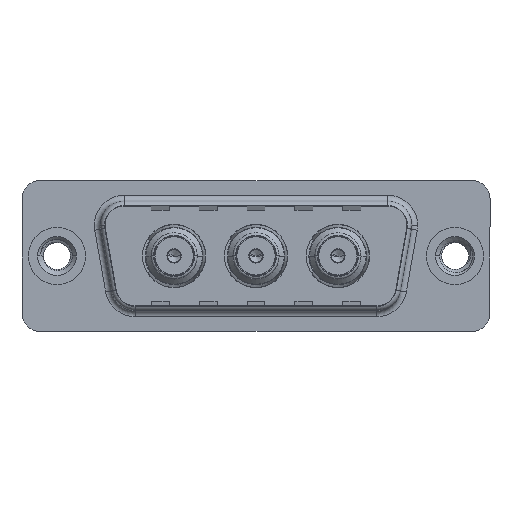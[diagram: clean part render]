
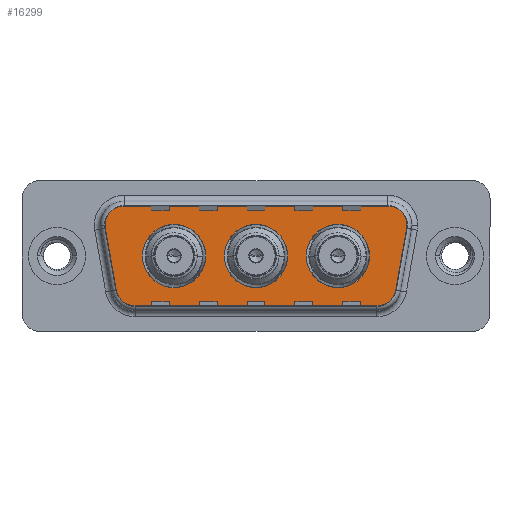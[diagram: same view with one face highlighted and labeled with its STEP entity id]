
A CAD part, top view. The second image highlights one B-rep face of the part: STEP entity #16299.
In plain terms, the highlighted planar face has unit normal (0, 0, 1).
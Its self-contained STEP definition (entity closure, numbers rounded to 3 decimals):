
#147 = DIRECTION ( 'NONE',  ( 0., 0., 1. ) ) ;
#365 = CARTESIAN_POINT ( 'NONE',  ( 6.434, -4.9, 0. ) ) ;
#444 = CIRCLE ( 'NONE', #14839, 2.65 ) ;
#484 = EDGE_CURVE ( 'NONE', #12073, #12976, #8660, .T. ) ;
#713 = CIRCLE ( 'NONE', #3328, 2. ) ;
#729 = ORIENTED_EDGE ( 'NONE', *, *, #18706, .F. ) ;
#824 = CARTESIAN_POINT ( 'NONE',  ( 29.889, 2.9, 0. ) ) ;
#940 = FACE_BOUND ( 'NONE', #5093, .T. ) ;
#1006 = CARTESIAN_POINT ( 'NONE',  ( 26.866, -2.9, 0. ) ) ;
#1117 = DIRECTION ( 'NONE',  ( 0., 0., 1. ) ) ;
#1284 = EDGE_CURVE ( 'NONE', #13577, #17025, #2834, .T. ) ;
#1615 = VERTEX_POINT ( 'NONE', #11172 ) ;
#2324 = AXIS2_PLACEMENT_3D ( 'NONE', #14227, #5700, #15678 ) ;
#2329 = EDGE_LOOP ( 'NONE', ( #2519, #10593 ) ) ;
#2459 = VERTEX_POINT ( 'NONE', #15372 ) ;
#2468 = CARTESIAN_POINT ( 'NONE',  ( 4.464, -3.247, 0. ) ) ;
#2519 = ORIENTED_EDGE ( 'NONE', *, *, #8323, .F. ) ;
#2821 = DIRECTION ( 'NONE',  ( 0., 0., 1. ) ) ;
#2834 = CIRCLE ( 'NONE', #5291, 2. ) ;
#2923 = ORIENTED_EDGE ( 'NONE', *, *, #8528, .F. ) ;
#2968 = CARTESIAN_POINT ( 'NONE',  ( 9.8, 0., 0. ) ) ;
#2999 = VECTOR ( 'NONE', #7484, 1000. ) ;
#3096 = EDGE_CURVE ( 'NONE', #12976, #2459, #11465, .T. ) ;
#3256 = DIRECTION ( 'NONE',  ( 0., 0., 1. ) ) ;
#3328 = AXIS2_PLACEMENT_3D ( 'NONE', #9954, #1117, #11388 ) ;
#3571 = EDGE_CURVE ( 'NONE', #2459, #11722, #6991, .T. ) ;
#3653 = VERTEX_POINT ( 'NONE', #11647 ) ;
#3768 = EDGE_CURVE ( 'NONE', #4685, #8060, #11445, .T. ) ;
#3988 = DIRECTION ( 'NONE',  ( 0., 0., 1. ) ) ;
#4161 = AXIS2_PLACEMENT_3D ( 'NONE', #7598, #13318, #4720 ) ;
#4380 = CARTESIAN_POINT ( 'NONE',  ( 6.434, -4.9, 0. ) ) ;
#4384 = DIRECTION ( 'NONE',  ( 0., 0., 1. ) ) ;
#4498 = FACE_OUTER_BOUND ( 'NONE', #15091, .T. ) ;
#4515 = CARTESIAN_POINT ( 'NONE',  ( 23.5, 0., 0. ) ) ;
#4685 = VERTEX_POINT ( 'NONE', #9752 ) ;
#4691 = DIRECTION ( 'NONE',  ( 0.174, 0.985, 0. ) ) ;
#4720 = DIRECTION ( 'NONE',  ( 1., 0., 0. ) ) ;
#4800 = VECTOR ( 'NONE', #15284, 1000. ) ;
#5093 = EDGE_LOOP ( 'NONE', ( #15890, #5773 ) ) ;
#5291 = AXIS2_PLACEMENT_3D ( 'NONE', #1006, #3256, #12852 ) ;
#5607 = DIRECTION ( 'NONE',  ( 0., 0., 1. ) ) ;
#5612 = AXIS2_PLACEMENT_3D ( 'NONE', #12997, #4384, #14422 ) ;
#5700 = DIRECTION ( 'NONE',  ( 0., 0., 1. ) ) ;
#5773 = ORIENTED_EDGE ( 'NONE', *, *, #12991, .F. ) ;
#6037 = DIRECTION ( 'NONE',  ( 1., 0., 0. ) ) ;
#6479 = ORIENTED_EDGE ( 'NONE', *, *, #484, .T. ) ;
#6789 = ORIENTED_EDGE ( 'NONE', *, *, #7380, .T. ) ;
#6991 = LINE ( 'NONE', #12762, #2999 ) ;
#7033 = CARTESIAN_POINT ( 'NONE',  ( 5.411, 4.9, 0. ) ) ;
#7119 = VERTEX_POINT ( 'NONE', #15322 ) ;
#7262 = EDGE_CURVE ( 'NONE', #8854, #12073, #713, .T. ) ;
#7380 = EDGE_CURVE ( 'NONE', #11722, #11151, #13941, .T. ) ;
#7422 = VECTOR ( 'NONE', #16419, 1000. ) ;
#7484 = DIRECTION ( 'NONE',  ( 0.174, -0.985, 0. ) ) ;
#7598 = CARTESIAN_POINT ( 'NONE',  ( 26.866, -2.9, 0. ) ) ;
#8060 = VERTEX_POINT ( 'NONE', #18651 ) ;
#8323 = EDGE_CURVE ( 'NONE', #9334, #7119, #444, .T. ) ;
#8393 = FACE_BOUND ( 'NONE', #2329, .T. ) ;
#8401 = DIRECTION ( 'NONE',  ( 1., 0., 0. ) ) ;
#8528 = EDGE_CURVE ( 'NONE', #3653, #10040, #9484, .T. ) ;
#8564 = CARTESIAN_POINT ( 'NONE',  ( 16.65, 0., 0. ) ) ;
#8660 = LINE ( 'NONE', #7033, #4800 ) ;
#8854 = VERTEX_POINT ( 'NONE', #824 ) ;
#9060 = CARTESIAN_POINT ( 'NONE',  ( 23.5, 0., 0. ) ) ;
#9076 = CARTESIAN_POINT ( 'NONE',  ( 29.859, 2.553, 0. ) ) ;
#9111 = CIRCLE ( 'NONE', #2324, 2. ) ;
#9265 = ORIENTED_EDGE ( 'NONE', *, *, #17564, .T. ) ;
#9334 = VERTEX_POINT ( 'NONE', #11898 ) ;
#9395 = CARTESIAN_POINT ( 'NONE',  ( 26.15, 0., 0. ) ) ;
#9484 = CIRCLE ( 'NONE', #16443, 2.65 ) ;
#9752 = CARTESIAN_POINT ( 'NONE',  ( 12.45, 0., 0. ) ) ;
#9901 = ORIENTED_EDGE ( 'NONE', *, *, #10688, .T. ) ;
#9954 = CARTESIAN_POINT ( 'NONE',  ( 27.889, 2.9, 0. ) ) ;
#9992 = DIRECTION ( 'NONE',  ( 1., 0., 0. ) ) ;
#10040 = VERTEX_POINT ( 'NONE', #9395 ) ;
#10160 = EDGE_LOOP ( 'NONE', ( #729, #2923 ) ) ;
#10498 = DIRECTION ( 'NONE',  ( 1., 0., 0. ) ) ;
#10593 = ORIENTED_EDGE ( 'NONE', *, *, #13081, .F. ) ;
#10688 = EDGE_CURVE ( 'NONE', #11151, #13577, #11218, .T. ) ;
#11151 = VERTEX_POINT ( 'NONE', #4380 ) ;
#11172 = CARTESIAN_POINT ( 'NONE',  ( 29.859, 2.553, 0. ) ) ;
#11218 = LINE ( 'NONE', #365, #7422 ) ;
#11274 = ORIENTED_EDGE ( 'NONE', *, *, #3571, .T. ) ;
#11347 = AXIS2_PLACEMENT_3D ( 'NONE', #12652, #3988, #14076 ) ;
#11388 = DIRECTION ( 'NONE',  ( -1., 0., 0. ) ) ;
#11445 = CIRCLE ( 'NONE', #14879, 2.65 ) ;
#11465 = CIRCLE ( 'NONE', #17501, 2. ) ;
#11572 = CARTESIAN_POINT ( 'NONE',  ( 6.434, -2.9, 0. ) ) ;
#11643 = CARTESIAN_POINT ( 'NONE',  ( 5.411, 2.9, 0. ) ) ;
#11647 = CARTESIAN_POINT ( 'NONE',  ( 20.85, 0., 0. ) ) ;
#11722 = VERTEX_POINT ( 'NONE', #2468 ) ;
#11898 = CARTESIAN_POINT ( 'NONE',  ( 19.3, 0., 0. ) ) ;
#11899 = PLANE ( 'NONE',  #4161 ) ;
#12073 = VERTEX_POINT ( 'NONE', #13357 ) ;
#12117 = ORIENTED_EDGE ( 'NONE', *, *, #1284, .T. ) ;
#12154 = AXIS2_PLACEMENT_3D ( 'NONE', #4515, #14551, #6037 ) ;
#12652 = CARTESIAN_POINT ( 'NONE',  ( 16.65, 0., 0. ) ) ;
#12762 = CARTESIAN_POINT ( 'NONE',  ( 3.441, 2.553, 0. ) ) ;
#12852 = DIRECTION ( 'NONE',  ( 1., 0., 0. ) ) ;
#12877 = CARTESIAN_POINT ( 'NONE',  ( 5.411, 4.9, 0. ) ) ;
#12883 = DIRECTION ( 'NONE',  ( 0., 0., 1. ) ) ;
#12976 = VERTEX_POINT ( 'NONE', #12877 ) ;
#12982 = DIRECTION ( 'NONE',  ( -1., 0., 0. ) ) ;
#12991 = EDGE_CURVE ( 'NONE', #8060, #4685, #15399, .T. ) ;
#12997 = CARTESIAN_POINT ( 'NONE',  ( 9.8, 0., 0. ) ) ;
#13044 = AXIS2_PLACEMENT_3D ( 'NONE', #11572, #2821, #12982 ) ;
#13081 = EDGE_CURVE ( 'NONE', #7119, #9334, #14477, .T. ) ;
#13140 = DIRECTION ( 'NONE',  ( 1., 0., 0. ) ) ;
#13318 = DIRECTION ( 'NONE',  ( 0., 0., 1. ) ) ;
#13357 = CARTESIAN_POINT ( 'NONE',  ( 27.889, 4.9, 0. ) ) ;
#13577 = VERTEX_POINT ( 'NONE', #18137 ) ;
#13941 = CIRCLE ( 'NONE', #13044, 2. ) ;
#14076 = DIRECTION ( 'NONE',  ( 1., 0., 0. ) ) ;
#14227 = CARTESIAN_POINT ( 'NONE',  ( 27.889, 2.9, 0. ) ) ;
#14422 = DIRECTION ( 'NONE',  ( 1., 0., 0. ) ) ;
#14477 = CIRCLE ( 'NONE', #11347, 2.65 ) ;
#14551 = DIRECTION ( 'NONE',  ( 0., 0., 1. ) ) ;
#14634 = EDGE_CURVE ( 'NONE', #1615, #8854, #9111, .T. ) ;
#14839 = AXIS2_PLACEMENT_3D ( 'NONE', #8564, #18532, #9992 ) ;
#14879 = AXIS2_PLACEMENT_3D ( 'NONE', #2968, #5607, #13140 ) ;
#15091 = EDGE_LOOP ( 'NONE', ( #12117, #9265, #17734, #17447, #6479, #17578, #11274, #6789, #9901 ) ) ;
#15124 = CARTESIAN_POINT ( 'NONE',  ( 28.836, -3.247, 0. ) ) ;
#15284 = DIRECTION ( 'NONE',  ( -1., 0., 0. ) ) ;
#15322 = CARTESIAN_POINT ( 'NONE',  ( 14., 0., 0. ) ) ;
#15372 = CARTESIAN_POINT ( 'NONE',  ( 3.441, 2.553, 0. ) ) ;
#15399 = CIRCLE ( 'NONE', #5612, 2.65 ) ;
#15678 = DIRECTION ( 'NONE',  ( -1., 0., 0. ) ) ;
#15890 = ORIENTED_EDGE ( 'NONE', *, *, #3768, .F. ) ;
#15973 = FACE_BOUND ( 'NONE', #10160, .T. ) ;
#16299 = ADVANCED_FACE ( 'NONE', ( #8393, #15973, #940, #4498 ), #11899, .T. ) ;
#16419 = DIRECTION ( 'NONE',  ( 1., 0., 0. ) ) ;
#16423 = VECTOR ( 'NONE', #4691, 1000. ) ;
#16443 = AXIS2_PLACEMENT_3D ( 'NONE', #9060, #147, #10498 ) ;
#16835 = LINE ( 'NONE', #9076, #16423 ) ;
#17025 = VERTEX_POINT ( 'NONE', #15124 ) ;
#17447 = ORIENTED_EDGE ( 'NONE', *, *, #7262, .T. ) ;
#17501 = AXIS2_PLACEMENT_3D ( 'NONE', #11643, #12883, #8401 ) ;
#17564 = EDGE_CURVE ( 'NONE', #17025, #1615, #16835, .T. ) ;
#17578 = ORIENTED_EDGE ( 'NONE', *, *, #3096, .T. ) ;
#17699 = CIRCLE ( 'NONE', #12154, 2.65 ) ;
#17734 = ORIENTED_EDGE ( 'NONE', *, *, #14634, .T. ) ;
#18137 = CARTESIAN_POINT ( 'NONE',  ( 26.866, -4.9, 0. ) ) ;
#18532 = DIRECTION ( 'NONE',  ( 0., 0., 1. ) ) ;
#18651 = CARTESIAN_POINT ( 'NONE',  ( 7.15, 0., 0. ) ) ;
#18706 = EDGE_CURVE ( 'NONE', #10040, #3653, #17699, .T. ) ;
